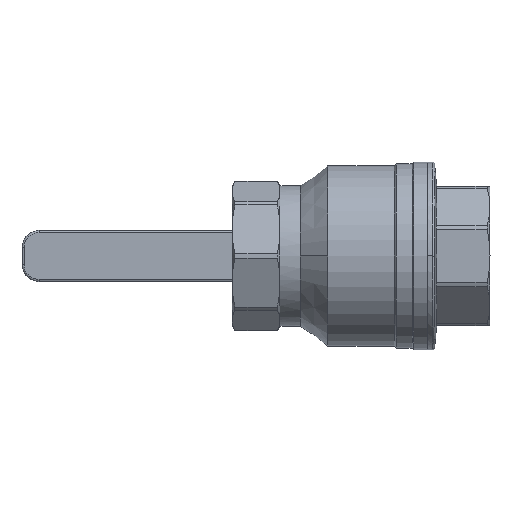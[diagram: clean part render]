
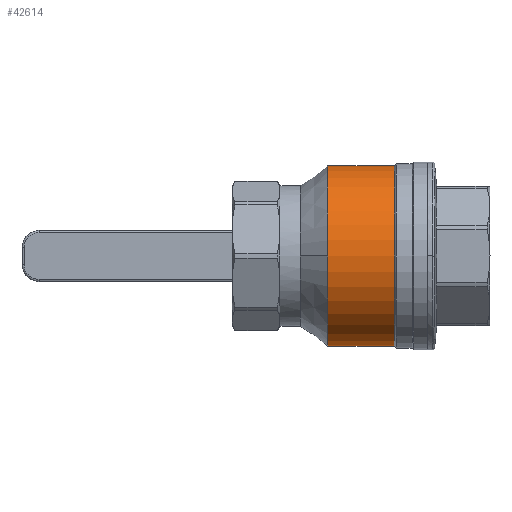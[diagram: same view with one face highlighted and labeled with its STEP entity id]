
A CAD part, front view. The second image highlights one B-rep face of the part: STEP entity #42614.
In plain terms, the highlighted cylindrical face has radius 42.25 mm (diameter 84.5 mm), a partial arc.
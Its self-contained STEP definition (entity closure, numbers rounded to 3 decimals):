
#33 = LINE ( 'NONE', #37307, #1144 ) ;
#1144 = VECTOR ( 'NONE', #42940, 1000. ) ;
#3483 = VERTEX_POINT ( 'NONE', #28284 ) ;
#6347 = DIRECTION ( 'NONE',  ( 0., 0., 1. ) ) ;
#13935 = CARTESIAN_POINT ( 'NONE',  ( -15.5, 0., 0. ) ) ;
#14488 = AXIS2_PLACEMENT_3D ( 'NONE', #25431, #64339, #30970 ) ;
#15061 = CARTESIAN_POINT ( 'NONE',  ( 15.5, 0., -42.25 ) ) ;
#16925 = DIRECTION ( 'NONE',  ( -1., 0., 0. ) ) ;
#17908 = DIRECTION ( 'NONE',  ( -1., 0., 0. ) ) ;
#18514 = CIRCLE ( 'NONE', #37799, 42.25 ) ;
#19370 = CIRCLE ( 'NONE', #61055, 42.25 ) ;
#19599 = DIRECTION ( 'NONE',  ( 0., 0., 1. ) ) ;
#22080 = CYLINDRICAL_SURFACE ( 'NONE', #39606, 42.25 ) ;
#22561 = ORIENTED_EDGE ( 'NONE', *, *, #44899, .T. ) ;
#25431 = CARTESIAN_POINT ( 'NONE',  ( -15.5, 0., 0. ) ) ;
#26308 = FACE_OUTER_BOUND ( 'NONE', #27440, .T. ) ;
#26729 = ORIENTED_EDGE ( 'NONE', *, *, #62694, .T. ) ;
#27440 = EDGE_LOOP ( 'NONE', ( #53062, #54150, #40205, #22561, #26729 ) ) ;
#28284 = CARTESIAN_POINT ( 'NONE',  ( -15.5, 0., 42.25 ) ) ;
#30970 = DIRECTION ( 'NONE',  ( 0., 0., 1. ) ) ;
#31490 = VERTEX_POINT ( 'NONE', #66843 ) ;
#36794 = VERTEX_POINT ( 'NONE', #57264 ) ;
#37307 = CARTESIAN_POINT ( 'NONE',  ( 153.059, 0., 42.25 ) ) ;
#37745 = VERTEX_POINT ( 'NONE', #15061 ) ;
#37799 = AXIS2_PLACEMENT_3D ( 'NONE', #50198, #16925, #55878 ) ;
#38028 = CARTESIAN_POINT ( 'NONE',  ( -15.5, -42.25, 0. ) ) ;
#39606 = AXIS2_PLACEMENT_3D ( 'NONE', #50714, #17908, #6347 ) ;
#40205 = ORIENTED_EDGE ( 'NONE', *, *, #44390, .T. ) ;
#42614 = ADVANCED_FACE ( 'NONE', ( #26308 ), #22080, .T. ) ;
#42940 = DIRECTION ( 'NONE',  ( -1., 0., 0. ) ) ;
#44390 = EDGE_CURVE ( 'NONE', #31490, #3483, #33, .T. ) ;
#44899 = EDGE_CURVE ( 'NONE', #3483, #48558, #59607, .T. ) ;
#46281 = EDGE_CURVE ( 'NONE', #37745, #31490, #18514, .T. ) ;
#48558 = VERTEX_POINT ( 'NONE', #38028 ) ;
#50198 = CARTESIAN_POINT ( 'NONE',  ( 15.5, 0., 0. ) ) ;
#50714 = CARTESIAN_POINT ( 'NONE',  ( 153.059, 0., 0. ) ) ;
#51063 = VECTOR ( 'NONE', #53979, 1000. ) ;
#51422 = LINE ( 'NONE', #69332, #51063 ) ;
#52891 = DIRECTION ( 'NONE',  ( 1., 0., 0. ) ) ;
#53062 = ORIENTED_EDGE ( 'NONE', *, *, #63859, .F. ) ;
#53979 = DIRECTION ( 'NONE',  ( -1., 0., 0. ) ) ;
#54150 = ORIENTED_EDGE ( 'NONE', *, *, #46281, .T. ) ;
#55878 = DIRECTION ( 'NONE',  ( 0., 0., 1. ) ) ;
#57264 = CARTESIAN_POINT ( 'NONE',  ( -15.5, 0., -42.25 ) ) ;
#59607 = CIRCLE ( 'NONE', #14488, 42.25 ) ;
#61055 = AXIS2_PLACEMENT_3D ( 'NONE', #13935, #52891, #19599 ) ;
#62694 = EDGE_CURVE ( 'NONE', #48558, #36794, #19370, .T. ) ;
#63859 = EDGE_CURVE ( 'NONE', #37745, #36794, #51422, .T. ) ;
#64339 = DIRECTION ( 'NONE',  ( 1., 0., 0. ) ) ;
#66843 = CARTESIAN_POINT ( 'NONE',  ( 15.5, 0., 42.25 ) ) ;
#69332 = CARTESIAN_POINT ( 'NONE',  ( 153.059, 0., -42.25 ) ) ;
